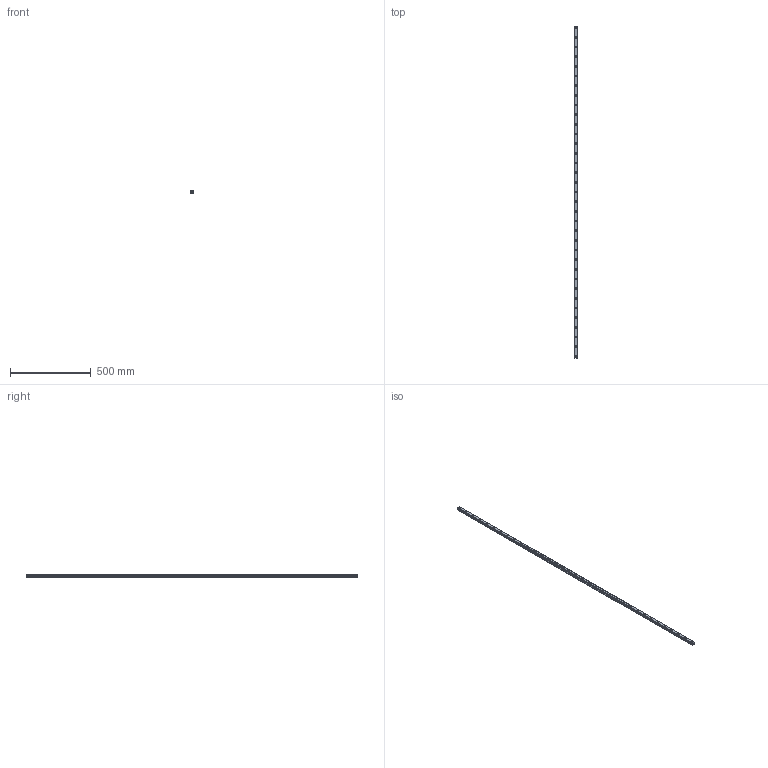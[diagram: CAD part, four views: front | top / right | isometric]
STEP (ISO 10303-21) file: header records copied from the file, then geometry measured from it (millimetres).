
FILE_DESCRIPTION(('STEP AP214'),'1');
FILE_NAME('cctmp_F957EA31-6B9C-4D5D-B0EF-9DE31A6F25CE_2020_5_18_11_14_26_395..stp','2020-05-18T09:14:26',('HIWIN GmbH'),('CADClick - www.CADClick.com'),'Spatial InterOp 3D',' ','unknown authorization');
FILE_SCHEMA(('AUTOMOTIVE_DESIGN'));
Length unit declared in the file: millimetre
Products named in the file (1): HGR20R2060H_FILE
Bounding box: 20 x 2060 x 17.5 mm (x, y, z)
Volume: 588403.6 mm3; surface area: 175189.6 mm2
Topology: 1 solids, 1 shells, 422 faces, 933 edges, 622 vertices
Faces by surface type: cylinder 232, plane 190
Entity records: 15241 total; most frequent: DIRECTION 2243, CARTESIAN_POINT 1978, ORIENTED_EDGE 1866, EDGE_CURVE 933, AXIS2_PLACEMENT_3D 887, VERTEX_POINT 622, EDGE_LOOP 531, LINE 469
